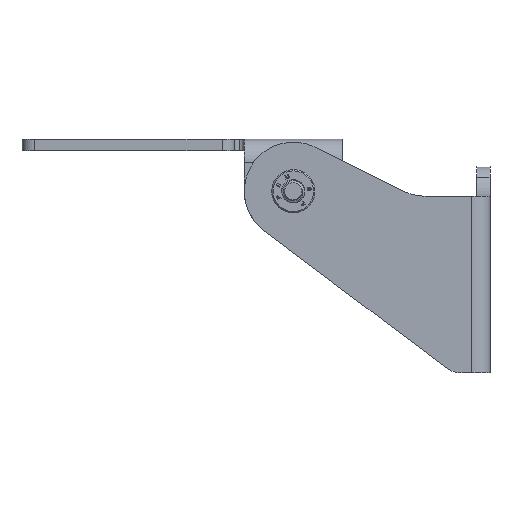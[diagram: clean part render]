
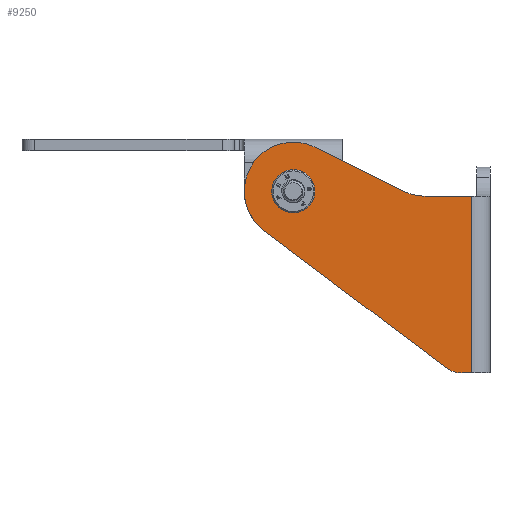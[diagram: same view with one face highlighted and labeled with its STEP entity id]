
A CAD part, left-side view. The second image highlights one B-rep face of the part: STEP entity #9250.
In plain terms, the highlighted face is planar.
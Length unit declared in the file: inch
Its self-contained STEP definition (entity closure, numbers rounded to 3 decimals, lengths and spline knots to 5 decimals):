
#151 = VERTEX_POINT ( 'NONE', #10007 ) ;
#446 = CARTESIAN_POINT ( 'NONE',  ( 0.885, 0.31181, 0.84964 ) ) ;
#544 = DIRECTION ( 'NONE',  ( 0., 0., -1. ) ) ;
#648 = LINE ( 'NONE', #8257, #8646 ) ;
#1061 = VERTEX_POINT ( 'NONE', #3934 ) ;
#1326 = VECTOR ( 'NONE', #6050, 39.37008 ) ;
#1330 = EDGE_CURVE ( 'NONE', #5124, #9616, #6464, .T. ) ;
#1497 = CARTESIAN_POINT ( 'NONE',  ( 0.885, 1.87, -0.951 ) ) ;
#1674 = VERTEX_POINT ( 'NONE', #446 ) ;
#1710 = DIRECTION ( 'NONE',  ( -1., 0., 0. ) ) ;
#1810 = DIRECTION ( 'NONE',  ( 0., 1., 0. ) ) ;
#2064 = ORIENTED_EDGE ( 'NONE', *, *, #8223, .T. ) ;
#2417 = DIRECTION ( 'NONE',  ( 1., 0., 0. ) ) ;
#2596 = CARTESIAN_POINT ( 'NONE',  ( 0.885, 1.87, -0.77876 ) ) ;
#2637 = LINE ( 'NONE', #3834, #1326 ) ;
#2714 = FACE_BOUND ( 'NONE', #6586, .T. ) ;
#2796 = EDGE_CURVE ( 'NONE', #6848, #5124, #648, .T. ) ;
#2838 = ORIENTED_EDGE ( 'NONE', *, *, #7598, .F. ) ;
#2852 = DIRECTION ( 'NONE',  ( 0., 0.895, -0.445 ) ) ;
#3021 = ORIENTED_EDGE ( 'NONE', *, *, #9363, .T. ) ;
#3478 = CARTESIAN_POINT ( 'NONE',  ( 0.885, 1.64728, -1.39866 ) ) ;
#3639 = PLANE ( 'NONE',  #6118 ) ;
#3682 = EDGE_CURVE ( 'NONE', #151, #8429, #2637, .T. ) ;
#3834 = CARTESIAN_POINT ( 'NONE',  ( 0.885, 0., 0.9 ) ) ;
#3924 = CIRCLE ( 'NONE', #8673, 0.25 ) ;
#3934 = CARTESIAN_POINT ( 'NONE',  ( 0.885, 0.05, -0.9 ) ) ;
#3958 = DIRECTION ( 'NONE',  ( 0., 0., -1. ) ) ;
#4081 = VECTOR ( 'NONE', #3958, 39.37008 ) ;
#4309 = AXIS2_PLACEMENT_3D ( 'NONE', #8221, #10290, #544 ) ;
#4591 = CARTESIAN_POINT ( 'NONE',  ( 0.885, 1.87, -0.951 ) ) ;
#4913 = DIRECTION ( 'NONE',  ( 0., -0.799, 0.602 ) ) ;
#5035 = LINE ( 'NONE', #13925, #9605 ) ;
#5124 = VERTEX_POINT ( 'NONE', #3478 ) ;
#5180 = EDGE_CURVE ( 'NONE', #9616, #1674, #5839, .T. ) ;
#5839 = LINE ( 'NONE', #9111, #7066 ) ;
#5922 = FACE_OUTER_BOUND ( 'NONE', #9852, .T. ) ;
#5962 = CARTESIAN_POINT ( 'NONE',  ( 0.885, 0.05, -0.951 ) ) ;
#6050 = DIRECTION ( 'NONE',  ( 0., -1., 0. ) ) ;
#6118 = AXIS2_PLACEMENT_3D ( 'NONE', #8123, #2417, #12326 ) ;
#6121 = ORIENTED_EDGE ( 'NONE', *, *, #8782, .F. ) ;
#6268 = DIRECTION ( 'NONE',  ( 0., 1., 0. ) ) ;
#6464 = CIRCLE ( 'NONE', #9875, 0.5 ) ;
#6541 = ORIENTED_EDGE ( 'NONE', *, *, #2796, .T. ) ;
#6586 = EDGE_LOOP ( 'NONE', ( #2838, #6121 ) ) ;
#6739 = CARTESIAN_POINT ( 'NONE',  ( 0.885, 0.52749, -0.9 ) ) ;
#6805 = CARTESIAN_POINT ( 'NONE',  ( 0.885, 0.75021, -0.95234 ) ) ;
#6848 = VERTEX_POINT ( 'NONE', #6805 ) ;
#6956 = EDGE_CURVE ( 'NONE', #1061, #8106, #5035, .T. ) ;
#7066 = VECTOR ( 'NONE', #4913, 39.37008 ) ;
#7598 = EDGE_CURVE ( 'NONE', #8412, #11673, #10303, .T. ) ;
#7605 = ORIENTED_EDGE ( 'NONE', *, *, #6956, .T. ) ;
#8106 = VERTEX_POINT ( 'NONE', #6739 ) ;
#8123 = CARTESIAN_POINT ( 'NONE',  ( 0.885, 1.87, -0.951 ) ) ;
#8166 = CIRCLE ( 'NONE', #10660, 0.5 ) ;
#8182 = ORIENTED_EDGE ( 'NONE', *, *, #5180, .T. ) ;
#8221 = CARTESIAN_POINT ( 'NONE',  ( 0.885, 1.87, -0.951 ) ) ;
#8223 = EDGE_CURVE ( 'NONE', #8429, #1061, #9375, .T. ) ;
#8257 = CARTESIAN_POINT ( 'NONE',  ( 0.885, 0.645, -0.9 ) ) ;
#8412 = VERTEX_POINT ( 'NONE', #10858 ) ;
#8429 = VERTEX_POINT ( 'NONE', #9657 ) ;
#8531 = CARTESIAN_POINT ( 'NONE',  ( 0.885, 2.17096, -0.55172 ) ) ;
#8622 = CIRCLE ( 'NONE', #4309, 0.17224 ) ;
#8646 = VECTOR ( 'NONE', #2852, 39.37008 ) ;
#8673 = AXIS2_PLACEMENT_3D ( 'NONE', #10494, #10632, #1810 ) ;
#8782 = EDGE_CURVE ( 'NONE', #11673, #8412, #8622, .T. ) ;
#8852 = ORIENTED_EDGE ( 'NONE', *, *, #13001, .T. ) ;
#8854 = DIRECTION ( 'NONE',  ( 1., 0., 0. ) ) ;
#9111 = CARTESIAN_POINT ( 'NONE',  ( 0.885, 0.245, 0.9 ) ) ;
#9250 = ADVANCED_FACE ( 'NONE', ( #2714, #5922 ), #3639, .T. ) ;
#9363 = EDGE_CURVE ( 'NONE', #8106, #6848, #8166, .T. ) ;
#9375 = LINE ( 'NONE', #5962, #4081 ) ;
#9605 = VECTOR ( 'NONE', #12711, 39.37008 ) ;
#9616 = VERTEX_POINT ( 'NONE', #8531 ) ;
#9657 = CARTESIAN_POINT ( 'NONE',  ( 0.885, 0.05, 0.9 ) ) ;
#9852 = EDGE_LOOP ( 'NONE', ( #8182, #8852, #13183, #2064, #7605, #3021, #6541, #9908 ) ) ;
#9875 = AXIS2_PLACEMENT_3D ( 'NONE', #4591, #8854, #13276 ) ;
#9908 = ORIENTED_EDGE ( 'NONE', *, *, #1330, .T. ) ;
#10007 = CARTESIAN_POINT ( 'NONE',  ( 0.885, 0.16133, 0.9 ) ) ;
#10290 = DIRECTION ( 'NONE',  ( 1., 0., 0. ) ) ;
#10303 = CIRCLE ( 'NONE', #13933, 0.17224 ) ;
#10397 = CARTESIAN_POINT ( 'NONE',  ( 0.885, 0.52749, -1.4 ) ) ;
#10494 = CARTESIAN_POINT ( 'NONE',  ( 0.885, 0.16133, 0.65 ) ) ;
#10632 = DIRECTION ( 'NONE',  ( 1., 0., 0. ) ) ;
#10660 = AXIS2_PLACEMENT_3D ( 'NONE', #10397, #1710, #6268 ) ;
#10858 = CARTESIAN_POINT ( 'NONE',  ( 0.885, 1.87, -1.12324 ) ) ;
#11673 = VERTEX_POINT ( 'NONE', #2596 ) ;
#12317 = DIRECTION ( 'NONE',  ( 0., 0., -1. ) ) ;
#12326 = DIRECTION ( 'NONE',  ( 0., 1., 0. ) ) ;
#12711 = DIRECTION ( 'NONE',  ( 0., 1., 0. ) ) ;
#13001 = EDGE_CURVE ( 'NONE', #1674, #151, #3924, .T. ) ;
#13183 = ORIENTED_EDGE ( 'NONE', *, *, #3682, .T. ) ;
#13276 = DIRECTION ( 'NONE',  ( 0., 1., 0. ) ) ;
#13388 = DIRECTION ( 'NONE',  ( 1., 0., 0. ) ) ;
#13925 = CARTESIAN_POINT ( 'NONE',  ( 0.885, 0.645, -0.9 ) ) ;
#13933 = AXIS2_PLACEMENT_3D ( 'NONE', #1497, #13388, #12317 ) ;
